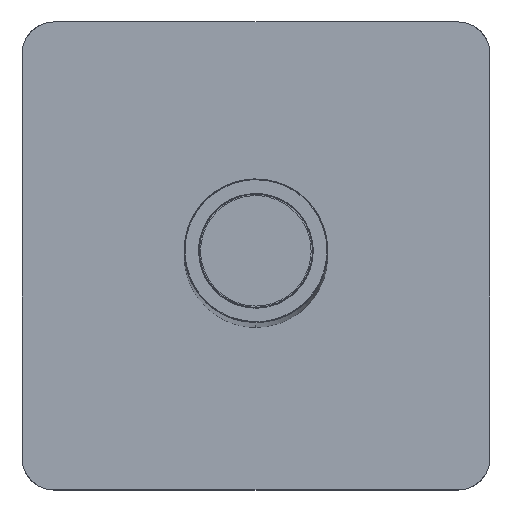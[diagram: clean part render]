
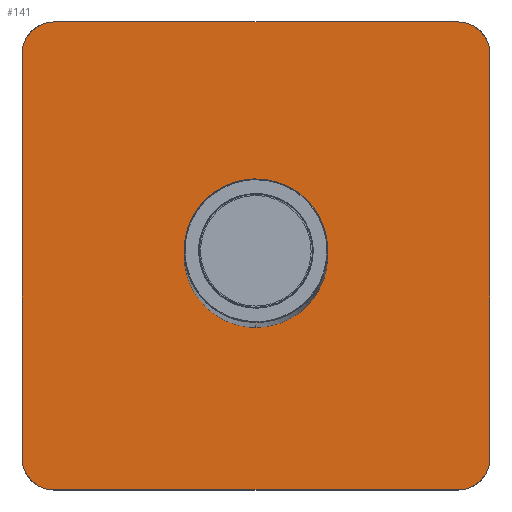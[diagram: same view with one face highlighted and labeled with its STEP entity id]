
A CAD part, top view. The second image highlights one B-rep face of the part: STEP entity #141.
In plain terms, the highlighted planar face has unit normal (0, 0, 1).
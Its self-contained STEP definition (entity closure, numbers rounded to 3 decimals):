
#141=ADVANCED_FACE($,(#192),#642,.T.);
#192=FACE_OUTER_BOUND($,#243,.T.);
#243=EDGE_LOOP($,(#354,#355,#356,#357,#358,#359,#360,#361));
#354=ORIENTED_EDGE($,*,*,#514,.F.);
#355=ORIENTED_EDGE($,*,*,#512,.T.);
#356=ORIENTED_EDGE($,*,*,#508,.F.);
#357=ORIENTED_EDGE($,*,*,#506,.T.);
#358=ORIENTED_EDGE($,*,*,#502,.F.);
#359=ORIENTED_EDGE($,*,*,#500,.T.);
#360=ORIENTED_EDGE($,*,*,#496,.F.);
#361=ORIENTED_EDGE($,*,*,#494,.T.);
#494=EDGE_CURVE($,#574,#588,#665,.T.);
#496=EDGE_CURVE($,#574,#575,#719,.T.);
#500=EDGE_CURVE($,#579,#575,#667,.T.);
#502=EDGE_CURVE($,#579,#578,#723,.T.);
#506=EDGE_CURVE($,#583,#578,#669,.T.);
#508=EDGE_CURVE($,#583,#582,#727,.T.);
#512=EDGE_CURVE($,#586,#582,#671,.T.);
#514=EDGE_CURVE($,#586,#588,#731,.T.);
#574=VERTEX_POINT($,#1519);
#575=VERTEX_POINT($,#1520);
#578=VERTEX_POINT($,#1523);
#579=VERTEX_POINT($,#1524);
#582=VERTEX_POINT($,#1527);
#583=VERTEX_POINT($,#1528);
#586=VERTEX_POINT($,#1531);
#588=VERTEX_POINT($,#1533);
#642=PLANE($,#779);
#665=B_SPLINE_CURVE_WITH_KNOTS($,1,(#1393,#1394),.UNSPECIFIED.,.F.,.F.,(2,
2),(19.194,262.091),.UNSPECIFIED.);
#667=B_SPLINE_CURVE_WITH_KNOTS($,1,(#1411,#1412),.UNSPECIFIED.,.F.,.F.,(2,
2),(19.194,262.091),.UNSPECIFIED.);
#669=B_SPLINE_CURVE_WITH_KNOTS($,1,(#1429,#1430),.UNSPECIFIED.,.F.,.F.,(2,
2),(19.194,262.091),.UNSPECIFIED.);
#671=B_SPLINE_CURVE_WITH_KNOTS($,1,(#1447,#1448),.UNSPECIFIED.,.F.,.F.,(2,
2),(19.194,262.091),.UNSPECIFIED.);
#719=(
BOUNDED_CURVE()
B_SPLINE_CURVE(2,(#1397,#1398,#1399),.UNSPECIFIED.,.F.,.F.)
B_SPLINE_CURVE_WITH_KNOTS((3,3),(0.,1.),.UNSPECIFIED.)
CURVE()
GEOMETRIC_REPRESENTATION_ITEM()
RATIONAL_B_SPLINE_CURVE((1.,0.707,1.))
REPRESENTATION_ITEM($)
);
#723=(
BOUNDED_CURVE()
B_SPLINE_CURVE(2,(#1415,#1416,#1417),.UNSPECIFIED.,.F.,.F.)
B_SPLINE_CURVE_WITH_KNOTS((3,3),(-1.,0.),.UNSPECIFIED.)
CURVE()
GEOMETRIC_REPRESENTATION_ITEM()
RATIONAL_B_SPLINE_CURVE((1.,0.707,1.))
REPRESENTATION_ITEM($)
);
#727=(
BOUNDED_CURVE()
B_SPLINE_CURVE(2,(#1433,#1434,#1435),.UNSPECIFIED.,.F.,.F.)
B_SPLINE_CURVE_WITH_KNOTS((3,3),(-1.,0.),.UNSPECIFIED.)
CURVE()
GEOMETRIC_REPRESENTATION_ITEM()
RATIONAL_B_SPLINE_CURVE((1.,0.707,1.))
REPRESENTATION_ITEM($)
);
#731=(
BOUNDED_CURVE()
B_SPLINE_CURVE(2,(#1451,#1452,#1453),.UNSPECIFIED.,.F.,.F.)
B_SPLINE_CURVE_WITH_KNOTS((3,3),(-1.,0.),.UNSPECIFIED.)
CURVE()
GEOMETRIC_REPRESENTATION_ITEM()
RATIONAL_B_SPLINE_CURVE((1.,0.707,1.))
REPRESENTATION_ITEM($)
);
#779=AXIS2_PLACEMENT_3D($,#1466,#804,$);
#804=DIRECTION($,(0.,0.,1.));
#1393=CARTESIAN_POINT($,(-126.594,-146.955,-1435.251));
#1394=CARTESIAN_POINT($,(126.507,-146.955,-1435.251));
#1397=CARTESIAN_POINT($,(-126.594,-146.955,-1435.251));
#1398=CARTESIAN_POINT($,(-146.594,-146.955,-1435.251));
#1399=CARTESIAN_POINT($,(-146.594,-126.955,-1435.251));
#1411=CARTESIAN_POINT($,(-146.594,126.146,-1435.251));
#1412=CARTESIAN_POINT($,(-146.594,-126.955,-1435.251));
#1415=CARTESIAN_POINT($,(-146.594,126.146,-1435.251));
#1416=CARTESIAN_POINT($,(-146.594,146.146,-1435.251));
#1417=CARTESIAN_POINT($,(-126.594,146.146,-1435.251));
#1429=CARTESIAN_POINT($,(126.507,146.146,-1435.251));
#1430=CARTESIAN_POINT($,(-126.594,146.146,-1435.251));
#1433=CARTESIAN_POINT($,(126.507,146.146,-1435.251));
#1434=CARTESIAN_POINT($,(146.507,146.146,-1435.251));
#1435=CARTESIAN_POINT($,(146.507,126.146,-1435.251));
#1447=CARTESIAN_POINT($,(146.507,-126.955,-1435.251));
#1448=CARTESIAN_POINT($,(146.507,126.146,-1435.251));
#1451=CARTESIAN_POINT($,(146.507,-126.955,-1435.251));
#1452=CARTESIAN_POINT($,(146.507,-146.955,-1435.251));
#1453=CARTESIAN_POINT($,(126.507,-146.955,-1435.251));
#1466=CARTESIAN_POINT($,(-146.594,-146.955,-1435.251));
#1519=CARTESIAN_POINT($,(-126.594,-146.955,-1435.251));
#1520=CARTESIAN_POINT($,(-146.594,-126.955,-1435.251));
#1523=CARTESIAN_POINT($,(-126.594,146.146,-1435.251));
#1524=CARTESIAN_POINT($,(-146.594,126.146,-1435.251));
#1527=CARTESIAN_POINT($,(146.507,126.146,-1435.251));
#1528=CARTESIAN_POINT($,(126.507,146.146,-1435.251));
#1531=CARTESIAN_POINT($,(146.507,-126.955,-1435.251));
#1533=CARTESIAN_POINT($,(126.507,-146.955,-1435.251));
